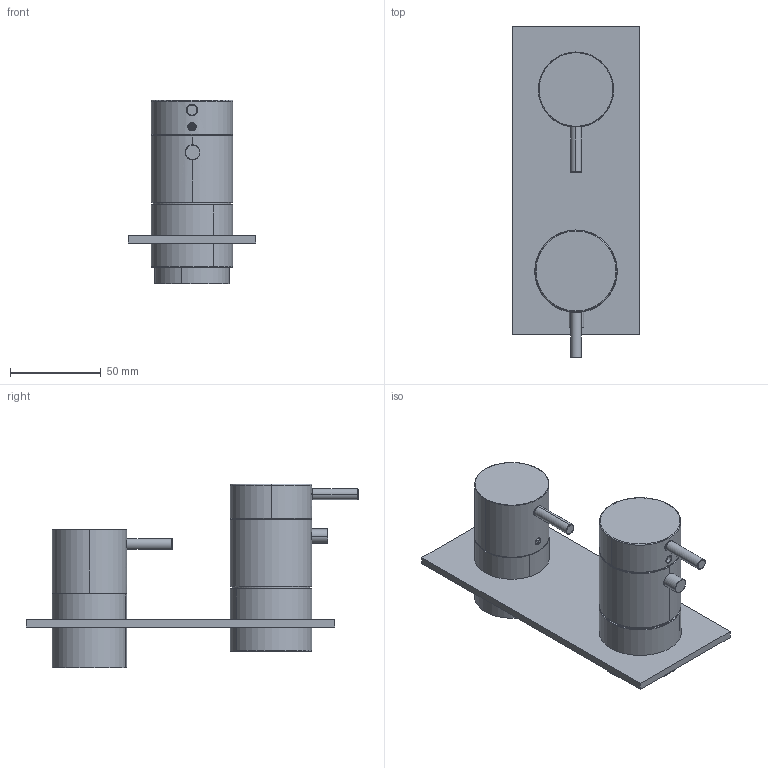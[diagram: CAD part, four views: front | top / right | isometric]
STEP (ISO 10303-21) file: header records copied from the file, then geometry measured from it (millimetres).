
FILE_DESCRIPTION (( 'STEP AP214' ), '1' );
FILE_NAME ('TMH.0028.STEP', '2022-11-22T09:14:20', ( 'Solid' ), ( '' ), 'SwSTEP 2.0', 'SolidWorks 2019', '' );
FILE_SCHEMA (( 'AUTOMOTIVE_DESIGN' ));
Length unit declared in the file: millimetre
Products named in the file (11): pe蓷 cartucho; CAMPANULA P MANIPULO Ø41; MCTPROJ-0200-ANILHA_TECAFORM; MCTPROJ-0200-POMULO_MANIPULO_TERMOSTATICO; espelho 190x90; TMH.0028; MCTPROJ-0200-MANIPULO_Ø45x21,5MM; MCTPROJ-0200-POMULO_Ø6; MANIPULO Ø41x35MM ESTRIADO; MCTPROJ-0198-CASQUILHO Ø45xØ43,2x34,5MM; MCTPROJ-0200-MANIPULO_TERMOSTATICO
Assembly tree (11 placements, depth 2):
  TMH.0028
    MCTPROJ-0198-CASQUILHO Ø45xØ43,2x34,5MM
    MCTPROJ-0200-ANILHA_TECAFORM
    MCTPROJ-0200-MANIPULO_Ø45x21,5MM
    MCTPROJ-0200-MANIPULO_TERMOSTATICO
    MCTPROJ-0200-POMULO_MANIPULO_TERMOSTATICO
    MCTPROJ-0200-POMULO_Ø6  x2
    pe蓷 cartucho
    espelho 190x90
    MANIPULO Ø41x35MM ESTRIADO
    CAMPANULA P MANIPULO Ø41
Bounding box: 70 x 182.85 x 101.2 mm (x, y, z)
Volume: 124491.7 mm3; surface area: 86400.6 mm2
Topology: 11 solids, 11 shells, 866 faces, 2315 edges, 1490 vertices
Faces by surface type: plane 639, cylinder 129, cone 74, torus 22, bspline 2
Entity records: 28118 total; most frequent: CARTESIAN_POINT 6213, ORIENTED_EDGE 4554, DIRECTION 4319, EDGE_CURVE 2277, VECTOR 1511, LINE 1511, VERTEX_POINT 1470, AXIS2_PLACEMENT_3D 1404
